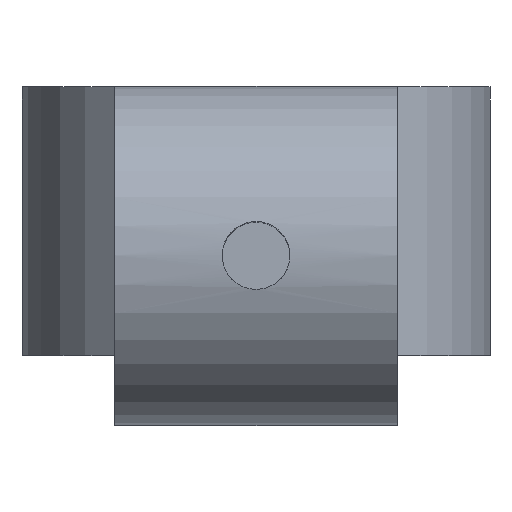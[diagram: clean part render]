
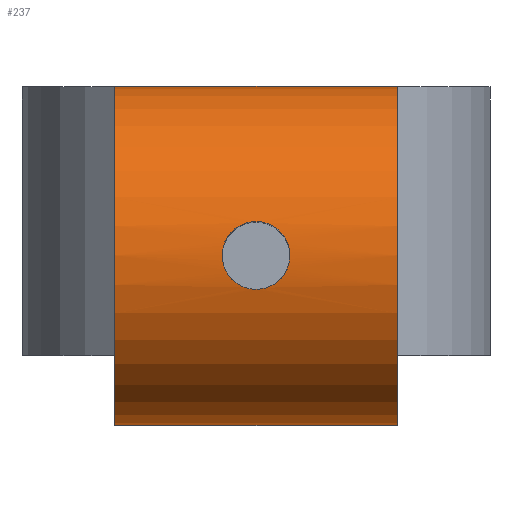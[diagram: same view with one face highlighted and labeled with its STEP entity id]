
A CAD part, top view. The second image highlights one B-rep face of the part: STEP entity #237.
In plain terms, the highlighted cylindrical face has radius 30 mm (diameter 60 mm), a partial arc.
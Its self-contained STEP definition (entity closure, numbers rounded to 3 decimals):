
#15=FACE_BOUND('',#46,.T.);
#31=FACE_OUTER_BOUND('',#45,.T.);
#45=EDGE_LOOP('',(#196,#197,#198,#199));
#46=EDGE_LOOP('',(#200,#201));
#51=B_SPLINE_CURVE_WITH_KNOTS('',3,(#377,#378,#379,#380,#381,#382,#383,
#384,#385,#386,#387,#388,#389,#390,#391,#392,#393,#394,#395,#396,#397,#398,
#399,#400,#401,#402,#403,#404,#405,#406,#407,#408,#409,#410,#411,#412,#413,
#414,#415,#416,#417,#418,#419,#420,#421,#422,#423,#424,#425,#426,#427,#428,
#429,#430,#431,#432,#433,#434),.UNSPECIFIED.,.F.,.F.,(4,3,3,3,3,3,3,3,3,
3,3,3,3,3,3,3,3,3,3,4),(0.907,1.099,1.263,
1.359,1.432,1.626,1.781,1.863,
2.054,2.25,2.322,2.515,2.681,
2.772,2.963,3.082,3.167,3.243,
3.436,3.627),.UNSPECIFIED.);
#52=B_SPLINE_CURVE_WITH_KNOTS('',3,(#435,#436,#437,#438,#439,#440,#441,
#442,#443,#444,#445,#446,#447,#448,#449,#450,#451,#452,#453),
 .UNSPECIFIED.,.F.,.F.,(4,3,3,3,3,3,4),(0.,0.19,0.383,
0.46,0.653,0.844,0.907),
 .UNSPECIFIED.);
#61=LINE('',#495,#76);
#63=LINE('',#501,#78);
#76=VECTOR('',#346,10.);
#78=VECTOR('',#352,10.);
#96=CIRCLE('',#285,30.);
#97=CIRCLE('',#286,30.);
#101=VERTEX_POINT('',#374);
#102=VERTEX_POINT('',#376);
#115=VERTEX_POINT('',#492);
#116=VERTEX_POINT('',#494);
#117=VERTEX_POINT('',#498);
#118=VERTEX_POINT('',#500);
#123=EDGE_CURVE('',#101,#102,#51,.T.);
#124=EDGE_CURVE('',#102,#101,#52,.T.);
#144=EDGE_CURVE('',#116,#115,#61,.T.);
#146=EDGE_CURVE('',#117,#115,#96,.T.);
#147=EDGE_CURVE('',#117,#118,#63,.T.);
#148=EDGE_CURVE('',#116,#118,#97,.T.);
#196=ORIENTED_EDGE('',*,*,#146,.F.);
#197=ORIENTED_EDGE('',*,*,#147,.T.);
#198=ORIENTED_EDGE('',*,*,#148,.F.);
#199=ORIENTED_EDGE('',*,*,#144,.T.);
#200=ORIENTED_EDGE('',*,*,#124,.F.);
#201=ORIENTED_EDGE('',*,*,#123,.F.);
#226=CYLINDRICAL_SURFACE('',#284,30.);
#237=ADVANCED_FACE('',(#31,#15),#226,.T.);
#284=AXIS2_PLACEMENT_3D('',#497,#348,#349);
#285=AXIS2_PLACEMENT_3D('',#499,#350,#351);
#286=AXIS2_PLACEMENT_3D('',#502,#353,#354);
#346=DIRECTION('',(1.,0.,0.));
#348=DIRECTION('center_axis',(-1.,0.,0.));
#349=DIRECTION('ref_axis',(0.,-1.,0.));
#350=DIRECTION('center_axis',(1.,0.,0.));
#351=DIRECTION('ref_axis',(0.,-1.,0.));
#352=DIRECTION('',(-1.,0.,0.));
#353=DIRECTION('center_axis',(-1.,0.,0.));
#354=DIRECTION('ref_axis',(0.,-1.,0.));
#374=CARTESIAN_POINT('',(19.,0.,30.));
#376=CARTESIAN_POINT('',(25.,6.,29.394));
#377=CARTESIAN_POINT('Ctrl Pts',(19.,0.,30.));
#378=CARTESIAN_POINT('Ctrl Pts',(19.,-0.641,30.));
#379=CARTESIAN_POINT('Ctrl Pts',(19.107,-1.318,29.978));
#380=CARTESIAN_POINT('Ctrl Pts',(19.329,-1.959,29.936));
#381=CARTESIAN_POINT('Ctrl Pts',(19.518,-2.506,29.9));
#382=CARTESIAN_POINT('Ctrl Pts',(19.789,-3.028,29.85));
#383=CARTESIAN_POINT('Ctrl Pts',(20.12,-3.49,29.796));
#384=CARTESIAN_POINT('Ctrl Pts',(20.313,-3.761,29.765));
#385=CARTESIAN_POINT('Ctrl Pts',(20.527,-4.011,29.732));
#386=CARTESIAN_POINT('Ctrl Pts',(20.752,-4.237,29.699));
#387=CARTESIAN_POINT('Ctrl Pts',(20.923,-4.409,29.675));
#388=CARTESIAN_POINT('Ctrl Pts',(21.108,-4.573,29.65));
#389=CARTESIAN_POINT('Ctrl Pts',(21.306,-4.728,29.625));
#390=CARTESIAN_POINT('Ctrl Pts',(21.83,-5.137,29.56));
#391=CARTESIAN_POINT('Ctrl Pts',(22.443,-5.471,29.498));
#392=CARTESIAN_POINT('Ctrl Pts',(23.09,-5.688,29.456));
#393=CARTESIAN_POINT('Ctrl Pts',(23.607,-5.861,29.422));
#394=CARTESIAN_POINT('Ctrl Pts',(24.146,-5.962,29.402));
#395=CARTESIAN_POINT('Ctrl Pts',(24.67,-5.991,29.396));
#396=CARTESIAN_POINT('Ctrl Pts',(24.948,-6.006,29.393));
#397=CARTESIAN_POINT('Ctrl Pts',(25.22,-6.003,29.393));
#398=CARTESIAN_POINT('Ctrl Pts',(25.5,-5.979,29.398));
#399=CARTESIAN_POINT('Ctrl Pts',(26.15,-5.925,29.409));
#400=CARTESIAN_POINT('Ctrl Pts',(26.817,-5.758,29.444));
#401=CARTESIAN_POINT('Ctrl Pts',(27.434,-5.484,29.494));
#402=CARTESIAN_POINT('Ctrl Pts',(28.067,-5.203,29.547));
#403=CARTESIAN_POINT('Ctrl Pts',(28.648,-4.809,29.616));
#404=CARTESIAN_POINT('Ctrl Pts',(29.125,-4.357,29.682));
#405=CARTESIAN_POINT('Ctrl Pts',(29.299,-4.192,29.706));
#406=CARTESIAN_POINT('Ctrl Pts',(29.462,-4.018,29.73));
#407=CARTESIAN_POINT('Ctrl Pts',(29.618,-3.83,29.754));
#408=CARTESIAN_POINT('Ctrl Pts',(30.038,-3.324,29.82));
#409=CARTESIAN_POINT('Ctrl Pts',(30.388,-2.726,29.883));
#410=CARTESIAN_POINT('Ctrl Pts',(30.625,-2.088,29.927));
#411=CARTESIAN_POINT('Ctrl Pts',(30.829,-1.538,29.966));
#412=CARTESIAN_POINT('Ctrl Pts',(30.95,-0.959,29.99));
#413=CARTESIAN_POINT('Ctrl Pts',(30.987,-0.395,29.997));
#414=CARTESIAN_POINT('Ctrl Pts',(31.007,-0.085,30.001));
#415=CARTESIAN_POINT('Ctrl Pts',(31.004,0.217,30.001));
#416=CARTESIAN_POINT('Ctrl Pts',(30.977,0.527,29.995));
#417=CARTESIAN_POINT('Ctrl Pts',(30.919,1.178,29.984));
#418=CARTESIAN_POINT('Ctrl Pts',(30.749,1.844,29.95));
#419=CARTESIAN_POINT('Ctrl Pts',(30.473,2.459,29.899));
#420=CARTESIAN_POINT('Ctrl Pts',(30.301,2.841,29.868));
#421=CARTESIAN_POINT('Ctrl Pts',(30.089,3.205,29.83));
#422=CARTESIAN_POINT('Ctrl Pts',(29.847,3.537,29.791));
#423=CARTESIAN_POINT('Ctrl Pts',(29.673,3.775,29.763));
#424=CARTESIAN_POINT('Ctrl Pts',(29.484,3.996,29.733));
#425=CARTESIAN_POINT('Ctrl Pts',(29.286,4.199,29.705));
#426=CARTESIAN_POINT('Ctrl Pts',(29.108,4.38,29.679));
#427=CARTESIAN_POINT('Ctrl Pts',(28.918,4.552,29.653));
#428=CARTESIAN_POINT('Ctrl Pts',(28.713,4.713,29.627));
#429=CARTESIAN_POINT('Ctrl Pts',(28.194,5.122,29.562));
#430=CARTESIAN_POINT('Ctrl Pts',(27.587,5.456,29.501));
#431=CARTESIAN_POINT('Ctrl Pts',(26.945,5.676,29.458));
#432=CARTESIAN_POINT('Ctrl Pts',(26.308,5.894,29.416));
#433=CARTESIAN_POINT('Ctrl Pts',(25.636,6.,29.394));
#434=CARTESIAN_POINT('Ctrl Pts',(25.,6.,29.394));
#435=CARTESIAN_POINT('Ctrl Pts',(25.,6.,29.394));
#436=CARTESIAN_POINT('Ctrl Pts',(24.368,6.,29.394));
#437=CARTESIAN_POINT('Ctrl Pts',(23.701,5.896,29.416));
#438=CARTESIAN_POINT('Ctrl Pts',(23.067,5.68,29.457));
#439=CARTESIAN_POINT('Ctrl Pts',(22.424,5.461,29.5));
#440=CARTESIAN_POINT('Ctrl Pts',(21.815,5.128,29.561));
#441=CARTESIAN_POINT('Ctrl Pts',(21.294,4.719,29.627));
#442=CARTESIAN_POINT('Ctrl Pts',(21.086,4.555,29.653));
#443=CARTESIAN_POINT('Ctrl Pts',(20.893,4.381,29.679));
#444=CARTESIAN_POINT('Ctrl Pts',(20.713,4.198,29.705));
#445=CARTESIAN_POINT('Ctrl Pts',(20.264,3.739,29.77));
#446=CARTESIAN_POINT('Ctrl Pts',(19.866,3.179,29.837));
#447=CARTESIAN_POINT('Ctrl Pts',(19.576,2.564,29.89));
#448=CARTESIAN_POINT('Ctrl Pts',(19.288,1.955,29.942));
#449=CARTESIAN_POINT('Ctrl Pts',(19.104,1.292,29.979));
#450=CARTESIAN_POINT('Ctrl Pts',(19.034,0.639,29.993));
#451=CARTESIAN_POINT('Ctrl Pts',(19.011,0.424,29.998));
#452=CARTESIAN_POINT('Ctrl Pts',(19.,0.21,30.));
#453=CARTESIAN_POINT('Ctrl Pts',(19.,0.,30.));
#492=CARTESIAN_POINT('',(50.,-30.,0.));
#494=CARTESIAN_POINT('',(0.,-30.,0.));
#495=CARTESIAN_POINT('',(0.,-30.,0.));
#497=CARTESIAN_POINT('Origin',(0.,0.,0.));
#498=CARTESIAN_POINT('',(50.,30.,0.));
#499=CARTESIAN_POINT('Origin',(50.,0.,0.));
#500=CARTESIAN_POINT('',(0.,30.,0.));
#501=CARTESIAN_POINT('',(0.,30.,0.));
#502=CARTESIAN_POINT('Origin',(0.,0.,0.));
